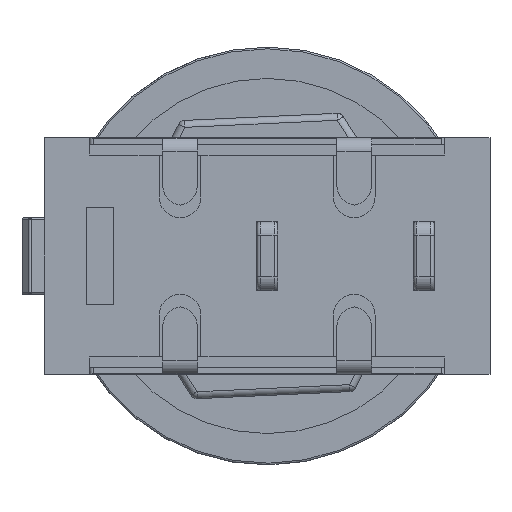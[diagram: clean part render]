
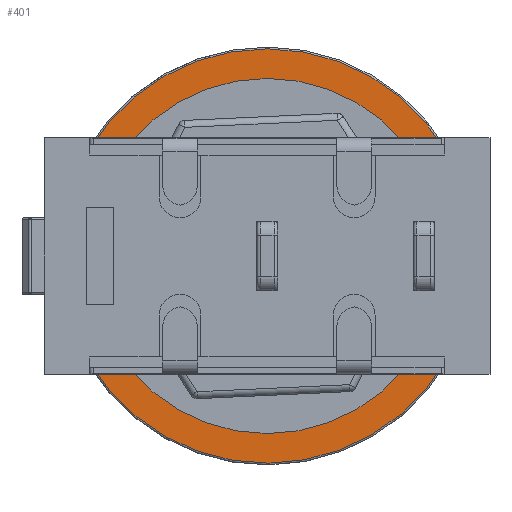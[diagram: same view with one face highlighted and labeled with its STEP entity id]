
A CAD part, front view. The second image highlights one B-rep face of the part: STEP entity #401.
In plain terms, the highlighted planar face has unit normal (0, -1, 0).
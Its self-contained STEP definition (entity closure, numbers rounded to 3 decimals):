
#374 = DIRECTION ( 'NONE',  ( 0., 0., 1. ) ) ;
#401 = ADVANCED_FACE ( 'NONE', ( #12391, #8907 ), #9092, .F. ) ;
#664 = DIRECTION ( 'NONE',  ( 0., 0., 1. ) ) ;
#1097 = EDGE_CURVE ( 'NONE', #29034, #2437, #12546, .T. ) ;
#1243 = DIRECTION ( 'NONE',  ( 0., 0., 1. ) ) ;
#2326 = CARTESIAN_POINT ( 'NONE',  ( 1.05, -0.25, -5.979 ) ) ;
#2384 = EDGE_CURVE ( 'NONE', #20896, #28714, #27385, .T. ) ;
#2437 = VERTEX_POINT ( 'NONE', #23155 ) ;
#2514 = VECTOR ( 'NONE', #20222, 1000. ) ;
#2857 = CARTESIAN_POINT ( 'NONE',  ( 1.1, -0.25, -5.979 ) ) ;
#3282 = DIRECTION ( 'NONE',  ( 0., 1., 0. ) ) ;
#3507 = CARTESIAN_POINT ( 'NONE',  ( -1.235, -0.25, -1.235 ) ) ;
#3981 = ORIENTED_EDGE ( 'NONE', *, *, #18993, .T. ) ;
#4052 = CARTESIAN_POINT ( 'NONE',  ( 0., -0.25, 5.95 ) ) ;
#4660 = DIRECTION ( 'NONE',  ( 0., 0., 1. ) ) ;
#5353 = DIRECTION ( 'NONE',  ( 0., 0., 1. ) ) ;
#6197 = CARTESIAN_POINT ( 'NONE',  ( 0., -0.25, 0. ) ) ;
#6435 = EDGE_CURVE ( 'NONE', #8550, #17365, #20081, .T. ) ;
#6474 = CARTESIAN_POINT ( 'NONE',  ( 0., -0.25, 0. ) ) ;
#6682 = DIRECTION ( 'NONE',  ( 0., 1., 0. ) ) ;
#6723 = DIRECTION ( 'NONE',  ( 0., 0., -1. ) ) ;
#6907 = DIRECTION ( 'NONE',  ( 1., 0., 0. ) ) ;
#7400 = CARTESIAN_POINT ( 'NONE',  ( 0., -0.25, -2.532 ) ) ;
#7581 = AXIS2_PLACEMENT_3D ( 'NONE', #20265, #26621, #28786 ) ;
#8550 = VERTEX_POINT ( 'NONE', #23161 ) ;
#8907 = FACE_BOUND ( 'NONE', #30107, .T. ) ;
#9064 = CARTESIAN_POINT ( 'NONE',  ( 0.106, -0.25, -2.576 ) ) ;
#9092 = PLANE ( 'NONE',  #30767 ) ;
#9260 = AXIS2_PLACEMENT_3D ( 'NONE', #25223, #19030, #4660 ) ;
#9381 = CIRCLE ( 'NONE', #16844, 0.15 ) ;
#9409 = EDGE_CURVE ( 'NONE', #20896, #22912, #31615, .T. ) ;
#9563 = DIRECTION ( 'NONE',  ( 0., 0., 1. ) ) ;
#9620 = CARTESIAN_POINT ( 'NONE',  ( -1.05, -0.25, -6. ) ) ;
#9680 = CARTESIAN_POINT ( 'NONE',  ( 1.05, -0.25, 0. ) ) ;
#10402 = VERTEX_POINT ( 'NONE', #16275 ) ;
#11269 = CARTESIAN_POINT ( 'NONE',  ( 1.235, -0.25, -1.235 ) ) ;
#11406 = CIRCLE ( 'NONE', #14516, 3.05 ) ;
#12228 = LINE ( 'NONE', #3507, #37157 ) ;
#12391 = FACE_OUTER_BOUND ( 'NONE', #22044, .T. ) ;
#12546 = LINE ( 'NONE', #9620, #15622 ) ;
#13454 = ORIENTED_EDGE ( 'NONE', *, *, #6435, .T. ) ;
#13830 = ORIENTED_EDGE ( 'NONE', *, *, #9409, .T. ) ;
#14516 = AXIS2_PLACEMENT_3D ( 'NONE', #37347, #22628, #5353 ) ;
#14632 = DIRECTION ( 'NONE',  ( 0., 1., 0. ) ) ;
#14701 = CARTESIAN_POINT ( 'NONE',  ( 0., -0.25, 3.05 ) ) ;
#15622 = VECTOR ( 'NONE', #6723, 1000. ) ;
#15806 = CARTESIAN_POINT ( 'NONE',  ( 0., -0.25, -2.682 ) ) ;
#16275 = CARTESIAN_POINT ( 'NONE',  ( -0.106, -0.25, -2.576 ) ) ;
#16377 = ORIENTED_EDGE ( 'NONE', *, *, #29004, .F. ) ;
#16844 = AXIS2_PLACEMENT_3D ( 'NONE', #15806, #6682, #1243 ) ;
#17365 = VERTEX_POINT ( 'NONE', #14701 ) ;
#17432 = VECTOR ( 'NONE', #21535, 1000. ) ;
#17756 = CARTESIAN_POINT ( 'NONE',  ( 0.533, -0.25, -3.003 ) ) ;
#18066 = VERTEX_POINT ( 'NONE', #7400 ) ;
#18688 = CIRCLE ( 'NONE', #21797, 0.15 ) ;
#18993 = EDGE_CURVE ( 'NONE', #2437, #37066, #29417, .T. ) ;
#19030 = DIRECTION ( 'NONE',  ( 0., -1., 0. ) ) ;
#20081 = CIRCLE ( 'NONE', #37391, 3.05 ) ;
#20102 = ORIENTED_EDGE ( 'NONE', *, *, #23609, .T. ) ;
#20222 = DIRECTION ( 'NONE',  ( -0.707, 0., -0.707 ) ) ;
#20265 = CARTESIAN_POINT ( 'NONE',  ( 1.15, -0.25, -5.94 ) ) ;
#20760 = DIRECTION ( 'NONE',  ( 0., 0., 1. ) ) ;
#20896 = VERTEX_POINT ( 'NONE', #23443 ) ;
#21535 = DIRECTION ( 'NONE',  ( 0., 0., 1. ) ) ;
#21797 = AXIS2_PLACEMENT_3D ( 'NONE', #24130, #33826, #664 ) ;
#21967 = CARTESIAN_POINT ( 'NONE',  ( 1.05, -0.25, -5.94 ) ) ;
#22044 = EDGE_LOOP ( 'NONE', ( #3981, #34018, #36771, #13830, #20102, #35123 ) ) ;
#22628 = DIRECTION ( 'NONE',  ( 0., 1., 0. ) ) ;
#22912 = VERTEX_POINT ( 'NONE', #4052 ) ;
#23155 = CARTESIAN_POINT ( 'NONE',  ( -1.05, -0.25, -5.979 ) ) ;
#23161 = CARTESIAN_POINT ( 'NONE',  ( -0.533, -0.25, -3.003 ) ) ;
#23331 = AXIS2_PLACEMENT_3D ( 'NONE', #36249, #23663, #374 ) ;
#23443 = CARTESIAN_POINT ( 'NONE',  ( 1.131, -0.25, -5.842 ) ) ;
#23609 = EDGE_CURVE ( 'NONE', #22912, #29034, #35685, .T. ) ;
#23663 = DIRECTION ( 'NONE',  ( 0., -1., 0. ) ) ;
#23947 = ORIENTED_EDGE ( 'NONE', *, *, #38093, .T. ) ;
#24130 = CARTESIAN_POINT ( 'NONE',  ( 0., -0.25, -2.682 ) ) ;
#24134 = ORIENTED_EDGE ( 'NONE', *, *, #30781, .T. ) ;
#24345 = VECTOR ( 'NONE', #6907, 1000. ) ;
#25223 = CARTESIAN_POINT ( 'NONE',  ( 0., -0.25, 0. ) ) ;
#26621 = DIRECTION ( 'NONE',  ( 0., -1., 0. ) ) ;
#26967 = DIRECTION ( 'NONE',  ( -0.707, 0., 0.707 ) ) ;
#27360 = EDGE_CURVE ( 'NONE', #10402, #8550, #37845, .T. ) ;
#27385 = CIRCLE ( 'NONE', #7581, 0.1 ) ;
#27615 = CARTESIAN_POINT ( 'NONE',  ( -1.05, -0.25, -5.857 ) ) ;
#28526 = ORIENTED_EDGE ( 'NONE', *, *, #27360, .T. ) ;
#28714 = VERTEX_POINT ( 'NONE', #21967 ) ;
#28786 = DIRECTION ( 'NONE',  ( 0., 0., 1. ) ) ;
#28953 = EDGE_CURVE ( 'NONE', #18066, #35915, #9381, .T. ) ;
#29004 = EDGE_CURVE ( 'NONE', #10402, #18066, #18688, .T. ) ;
#29034 = VERTEX_POINT ( 'NONE', #27615 ) ;
#29417 = LINE ( 'NONE', #2857, #24345 ) ;
#29826 = EDGE_CURVE ( 'NONE', #37066, #28714, #33543, .T. ) ;
#30107 = EDGE_LOOP ( 'NONE', ( #16377, #28526, #13454, #24134, #23947, #30341 ) ) ;
#30341 = ORIENTED_EDGE ( 'NONE', *, *, #28953, .F. ) ;
#30767 = AXIS2_PLACEMENT_3D ( 'NONE', #6197, #3282, #20760 ) ;
#30781 = EDGE_CURVE ( 'NONE', #17365, #32513, #11406, .T. ) ;
#31615 = CIRCLE ( 'NONE', #9260, 5.95 ) ;
#32513 = VERTEX_POINT ( 'NONE', #17756 ) ;
#33543 = LINE ( 'NONE', #9680, #17432 ) ;
#33826 = DIRECTION ( 'NONE',  ( 0., 1., 0. ) ) ;
#34018 = ORIENTED_EDGE ( 'NONE', *, *, #29826, .T. ) ;
#35123 = ORIENTED_EDGE ( 'NONE', *, *, #1097, .T. ) ;
#35685 = CIRCLE ( 'NONE', #23331, 5.95 ) ;
#35915 = VERTEX_POINT ( 'NONE', #9064 ) ;
#36249 = CARTESIAN_POINT ( 'NONE',  ( 0., -0.25, 0. ) ) ;
#36771 = ORIENTED_EDGE ( 'NONE', *, *, #2384, .F. ) ;
#37066 = VERTEX_POINT ( 'NONE', #2326 ) ;
#37157 = VECTOR ( 'NONE', #26967, 1000. ) ;
#37347 = CARTESIAN_POINT ( 'NONE',  ( 0., -0.25, 0. ) ) ;
#37391 = AXIS2_PLACEMENT_3D ( 'NONE', #6474, #14632, #9563 ) ;
#37845 = LINE ( 'NONE', #11269, #2514 ) ;
#38093 = EDGE_CURVE ( 'NONE', #32513, #35915, #12228, .T. ) ;
